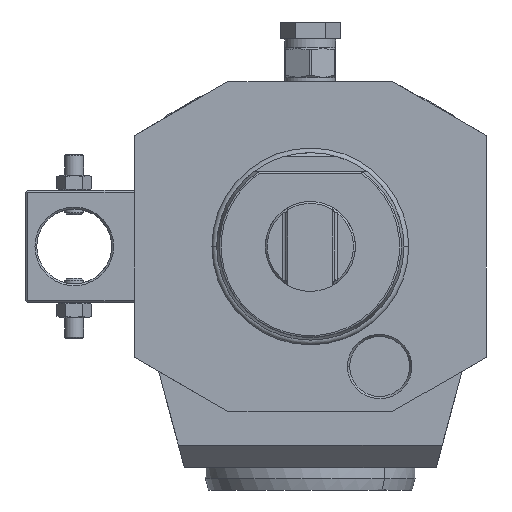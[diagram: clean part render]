
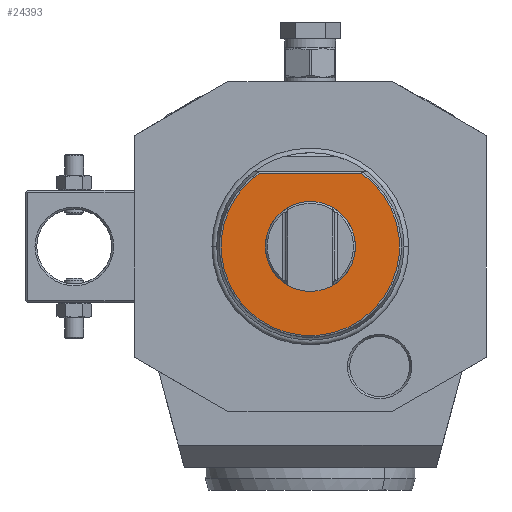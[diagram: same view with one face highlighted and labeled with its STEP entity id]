
A CAD part, front view. The second image highlights one B-rep face of the part: STEP entity #24393.
In plain terms, the highlighted planar face has unit normal (0, -1, 0).
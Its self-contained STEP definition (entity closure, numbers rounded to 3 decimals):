
#10072=CARTESIAN_POINT('',(-13.667,-157.,
19.5));
#10091=CARTESIAN_POINT('',(0.,-157.,0.));
#10092=DIRECTION('',(0.,-1.,0.));
#10093=DIRECTION('',(-0.574,0.,0.819));
#10094=AXIS2_PLACEMENT_3D('',#10091,#10092,#10093);
#10128=DIRECTION('',(-1.,0.,0.));
#10129=VECTOR('',#10128,27.334);
#10130=CARTESIAN_POINT('',(13.667,-157.,
19.5));
#10131=LINE('',#10130,#10129);
#10132=CARTESIAN_POINT('',(0.,-157.,0.));
#10133=DIRECTION('',(0.,1.,0.));
#10134=DIRECTION('',(0.,0.,1.));
#10135=AXIS2_PLACEMENT_3D('',#10132,#10133,#10134);
#10147=CARTESIAN_POINT('',(0.,-157.,0.));
#10148=DIRECTION('',(0.,1.,0.));
#10149=DIRECTION('',(0.,0.,-1.));
#10150=AXIS2_PLACEMENT_3D('',#10147,#10148,#10149);
#13821=VERTEX_POINT('',#10072);
#13822=CARTESIAN_POINT('',(13.667,-157.,
19.5));
#13823=VERTEX_POINT('',#13822);
#14737=CARTESIAN_POINT('',(0.,-157.,12.));
#14738=CARTESIAN_POINT('',(0.,-157.,-12.));
#14739=VERTEX_POINT('',#14737);
#14740=VERTEX_POINT('',#14738);
#24378=CARTESIAN_POINT('',(0.,-157.,-59.));
#24379=DIRECTION('',(0.,-1.,0.));
#24380=DIRECTION('',(1.,0.,0.));
#24381=AXIS2_PLACEMENT_3D('',#24378,#24379,#24380);
#24382=PLANE('',#24381);
#24383=ORIENTED_EDGE('',*,*,#24369,.F.);
#24384=ORIENTED_EDGE('',*,*,#24320,.F.);
#24385=EDGE_LOOP('',(#24383,#24384));
#24386=FACE_OUTER_BOUND('',#24385,.F.);
#24388=ORIENTED_EDGE('',*,*,#24387,.F.);
#24390=ORIENTED_EDGE('',*,*,#24389,.F.);
#24391=EDGE_LOOP('',(#24388,#24390));
#24392=FACE_BOUND('',#24391,.F.);
#10095=CIRCLE('',#10094,23.812);
#10136=CIRCLE('',#10135,12.);
#10151=CIRCLE('',#10150,12.);
#24320=EDGE_CURVE('',#13821,#13823,#10095,.T.);
#24369=EDGE_CURVE('',#13823,#13821,#10131,.T.);
#24387=EDGE_CURVE('',#14739,#14740,#10136,.T.);
#24389=EDGE_CURVE('',#14740,#14739,#10151,.T.);
#24393=ADVANCED_FACE('',(#24386,#24392),#24382,.T.);
